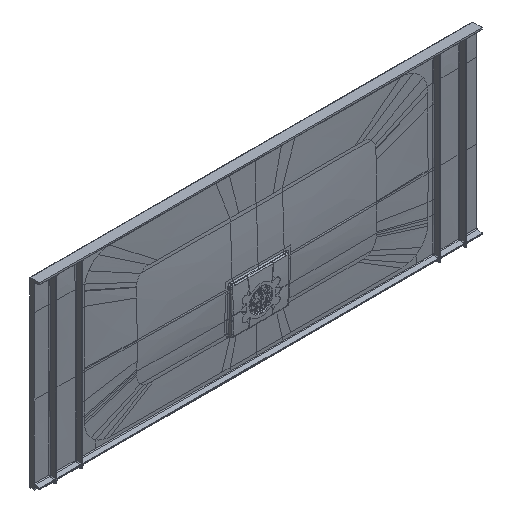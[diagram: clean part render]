
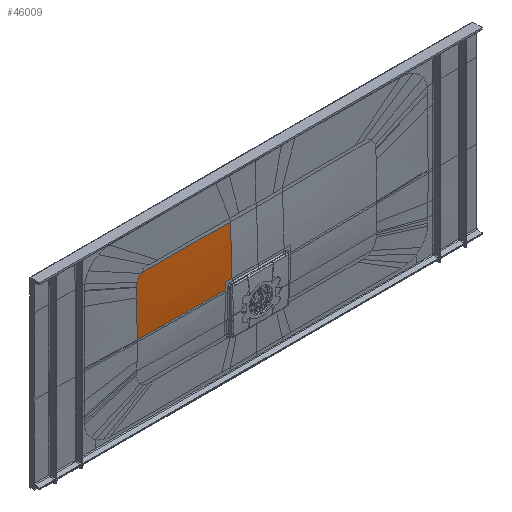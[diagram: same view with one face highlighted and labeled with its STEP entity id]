
A CAD part, isometric view. The second image highlights one B-rep face of the part: STEP entity #46009.
In plain terms, the highlighted free-form (B-spline) face has degree [3, 3] with [4, 4] control points.
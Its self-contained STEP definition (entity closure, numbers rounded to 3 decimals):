
#10629=CARTESIAN_POINT('',(-125.111,-27.962,
45.151));
#10630=CARTESIAN_POINT('',(-125.111,-27.923,
53.517));
#10631=CARTESIAN_POINT('',(-125.11,-27.855,
61.882));
#10632=CARTESIAN_POINT('',(-125.11,-27.758,
70.247));
#10634=CARTESIAN_POINT('',(-125.11,-27.758,
70.247));
#10635=CARTESIAN_POINT('',(-116.763,-27.773,
70.247));
#10636=CARTESIAN_POINT('',(-108.415,-27.78,
70.249));
#10637=CARTESIAN_POINT('',(-100.068,-27.78,
70.249));
#11143=CARTESIAN_POINT('',(-442.971,-19.367,
255.089));
#12314=CARTESIAN_POINT('',(-100.082,-20.844,
255.463));
#12315=CARTESIAN_POINT('',(-214.39,-20.844,
255.463));
#12316=CARTESIAN_POINT('',(-328.688,-20.284,
255.313));
#12317=CARTESIAN_POINT('',(-442.971,-19.367,
255.089));
#12342=CARTESIAN_POINT('',(-459.999,-23.727,
45.186));
#12343=CARTESIAN_POINT('',(-459.998,-23.617,
60.473));
#12344=CARTESIAN_POINT('',(-459.997,-23.3,
91.053));
#12345=CARTESIAN_POINT('',(-459.997,-22.541,
136.928));
#12346=CARTESIAN_POINT('',(-459.999,-21.845,
167.516));
#12347=CARTESIAN_POINT('',(-460.,-21.449,
182.81));
#12349=CARTESIAN_POINT('',(-460.,-21.449,
182.81));
#12350=CARTESIAN_POINT('',(-459.997,-21.349,
186.71));
#12351=CARTESIAN_POINT('',(-459.994,-21.141,
194.481));
#12352=CARTESIAN_POINT('',(-460.009,-20.815,
206.044));
#12353=CARTESIAN_POINT('',(-460.004,-20.587,
213.692));
#12354=CARTESIAN_POINT('',(-460.,-20.471,
217.5));
#12356=CARTESIAN_POINT('',(-460.,-20.471,
217.5));
#12357=CARTESIAN_POINT('',(-460.,-20.465,
217.7));
#12358=CARTESIAN_POINT('',(-459.998,-20.453,
218.101));
#12359=CARTESIAN_POINT('',(-459.987,-20.434,
218.702));
#12360=CARTESIAN_POINT('',(-459.975,-20.422,
219.103));
#12361=CARTESIAN_POINT('',(-459.967,-20.416,
219.303));
#12363=CARTESIAN_POINT('',(-459.967,-20.416,
219.303));
#12364=CARTESIAN_POINT('',(-459.934,-20.388,
220.227));
#12365=CARTESIAN_POINT('',(-459.817,-20.332,
222.069));
#12366=CARTESIAN_POINT('',(-459.487,-20.25,
224.82));
#12367=CARTESIAN_POINT('',(-459.006,-20.169,
227.547));
#12368=CARTESIAN_POINT('',(-458.375,-20.09,
230.244));
#12369=CARTESIAN_POINT('',(-457.856,-20.038,
232.014));
#12370=CARTESIAN_POINT('',(-457.572,-20.012,
232.892));
#12372=CARTESIAN_POINT('',(-457.572,-20.012,
232.892));
#12373=CARTESIAN_POINT('',(-457.255,-19.983,
233.874));
#12374=CARTESIAN_POINT('',(-456.568,-19.927,
235.795));
#12375=CARTESIAN_POINT('',(-455.389,-19.846,
238.559));
#12376=CARTESIAN_POINT('',(-454.076,-19.77,
241.193));
#12377=CARTESIAN_POINT('',(-452.581,-19.694,
243.791));
#12378=CARTESIAN_POINT('',(-450.952,-19.622,
246.262));
#12379=CARTESIAN_POINT('',(-449.163,-19.553,
248.649));
#12380=CARTESIAN_POINT('',(-447.268,-19.488,
250.887));
#12381=CARTESIAN_POINT('',(-445.211,-19.426,
253.044));
#12382=CARTESIAN_POINT('',(-443.736,-19.387,
254.418));
#12383=CARTESIAN_POINT('',(-442.971,-19.367,
255.089));
#12393=CARTESIAN_POINT('',(-459.999,-23.727,
45.186));
#12394=CARTESIAN_POINT('',(-348.391,-26.348,
45.197));
#12395=CARTESIAN_POINT('',(-236.753,-27.776,
45.157));
#12396=CARTESIAN_POINT('',(-125.111,-27.962,
45.151));
#12428=CARTESIAN_POINT('',(-99.702,3556.9,
28.759));
#12429=DIRECTION('',(-1.,0.,0.));
#12430=DIRECTION('',(0.,-1.,0.012));
#12431=AXIS2_PLACEMENT_3D('',#12428,#12429,#12430);
#17155=CARTESIAN_POINT('',(-459.967,-20.416,
219.303));
#17157=VERTEX_POINT('',#17155);
#17158=CARTESIAN_POINT('',(-457.572,-20.012,
232.892));
#17159=VERTEX_POINT('',#17158);
#17161=VERTEX_POINT('',#11143);
#17279=CARTESIAN_POINT('',(-459.999,-23.727,
45.186));
#17280=VERTEX_POINT('',#17279);
#17281=CARTESIAN_POINT('',(-460.,-21.449,
182.81));
#17282=VERTEX_POINT('',#17281);
#17284=CARTESIAN_POINT('',(-460.,-20.471,
217.5));
#17285=VERTEX_POINT('',#17284);
#17286=VERTEX_POINT('',#12396);
#17287=CARTESIAN_POINT('',(-100.075,-27.78,
70.249));
#17288=CARTESIAN_POINT('',(-100.075,-20.845,
255.463));
#17289=VERTEX_POINT('',#17287);
#17290=VERTEX_POINT('',#17288);
#17291=VERTEX_POINT('',#10634);
#45978=CARTESIAN_POINT('',(-463.522,-19.125,
257.146));
#45979=CARTESIAN_POINT('',(-463.673,-21.649,
185.837));
#45980=CARTESIAN_POINT('',(-463.758,-23.158,
114.463));
#45981=CARTESIAN_POINT('',(-463.775,-23.653,
43.085));
#45982=CARTESIAN_POINT('',(-341.186,-20.115,
257.396));
#45983=CARTESIAN_POINT('',(-341.31,-23.866,
186.033));
#45984=CARTESIAN_POINT('',(-341.368,-26.014,
114.567));
#45985=CARTESIAN_POINT('',(-341.363,-26.558,
43.096));
#45986=CARTESIAN_POINT('',(-218.832,-20.723,
257.567));
#45987=CARTESIAN_POINT('',(-218.902,-25.307,
186.154));
#45988=CARTESIAN_POINT('',(-218.929,-27.741,
114.603));
#45989=CARTESIAN_POINT('',(-218.916,-28.02,
43.045));
#45990=CARTESIAN_POINT('',(-96.469,-20.711,
257.564));
#45991=CARTESIAN_POINT('',(-96.467,-25.278,
186.152));
#45992=CARTESIAN_POINT('',(-96.466,-27.706,
114.603));
#45993=CARTESIAN_POINT('',(-96.467,-27.991,
43.046));
#45994=B_SPLINE_SURFACE_WITH_KNOTS('',3,3,((#45978,#45979,#45980,#45981),
(#45982,#45983,#45984,#45985),(#45986,#45987,#45988,#45989),(#45990,#45991,
#45992,#45993)),.UNSPECIFIED.,.F.,.F.,.F.,(4,4),(4,4),(0.384,
1.006),(0.244,0.981),.UNSPECIFIED.);
#45996=ORIENTED_EDGE('',*,*,#45995,.F.);
#45997=ORIENTED_EDGE('',*,*,#43840,.T.);
#45998=ORIENTED_EDGE('',*,*,#43875,.T.);
#45999=ORIENTED_EDGE('',*,*,#43910,.T.);
#46000=ORIENTED_EDGE('',*,*,#43945,.T.);
#46001=ORIENTED_EDGE('',*,*,#43980,.T.);
#46002=ORIENTED_EDGE('',*,*,#45971,.F.);
#46004=ORIENTED_EDGE('',*,*,#46003,.F.);
#46005=ORIENTED_EDGE('',*,*,#42776,.F.);
#46006=ORIENTED_EDGE('',*,*,#42774,.F.);
#46007=EDGE_LOOP('',(#45996,#45997,#45998,#45999,#46000,#46001,#46002,#46004,
#46005,#46006));
#46008=FACE_OUTER_BOUND('',#46007,.F.);
#46009=ADVANCED_FACE('',(#46008),#45994,.F.);
#10633=B_SPLINE_CURVE_WITH_KNOTS('',3,(#10629,#10630,#10631,#10632),
.UNSPECIFIED.,.F.,.F.,(4,4),(0.,1.),.UNSPECIFIED.);
#10638=B_SPLINE_CURVE_WITH_KNOTS('',3,(#10634,#10635,#10636,#10637),
.UNSPECIFIED.,.F.,.F.,(4,4),(0.,1.),.UNSPECIFIED.);
#12318=B_SPLINE_CURVE_WITH_KNOTS('',3,(#12314,#12315,#12316,#12317),
.UNSPECIFIED.,.F.,.F.,(4,4),(0.,1.),.UNSPECIFIED.);
#12348=B_SPLINE_CURVE_WITH_KNOTS('',3,(#12342,#12343,#12344,#12345,#12346,
#12347),.UNSPECIFIED.,.F.,.F.,(4,1,1,4),(0.,0.333,
0.667,1.),.UNSPECIFIED.);
#12355=B_SPLINE_CURVE_WITH_KNOTS('',3,(#12349,#12350,#12351,#12352,#12353,
#12354),.UNSPECIFIED.,.F.,.F.,(4,1,1,4),(0.,0.333,
0.667,1.),.UNSPECIFIED.);
#12362=B_SPLINE_CURVE_WITH_KNOTS('',3,(#12356,#12357,#12358,#12359,#12360,
#12361),.UNSPECIFIED.,.F.,.F.,(4,1,1,4),(0.,0.333,
0.667,1.),.UNSPECIFIED.);
#12371=B_SPLINE_CURVE_WITH_KNOTS('',3,(#12363,#12364,#12365,#12366,#12367,
#12368,#12369,#12370),.UNSPECIFIED.,.F.,.F.,(4,1,1,1,1,4),(0.,0.2,0.4,
0.6,0.8,1.),.UNSPECIFIED.);
#12384=B_SPLINE_CURVE_WITH_KNOTS('',3,(#12372,#12373,#12374,#12375,#12376,
#12377,#12378,#12379,#12380,#12381,#12382,#12383),.UNSPECIFIED.,.F.,.F.,(4,1,1,
1,1,1,1,1,1,4),(0.,0.111,0.222,0.333,
0.444,0.556,0.667,0.778,
0.889,1.),.UNSPECIFIED.);
#12397=B_SPLINE_CURVE_WITH_KNOTS('',3,(#12393,#12394,#12395,#12396),
.UNSPECIFIED.,.F.,.F.,(4,4),(0.,1.),.UNSPECIFIED.);
#12432=CIRCLE('',#12431,3584.92);
#42774=EDGE_CURVE('',#17286,#17291,#10633,.T.);
#42776=EDGE_CURVE('',#17291,#17289,#10638,.T.);
#43840=EDGE_CURVE('',#17280,#17282,#12348,.T.);
#43875=EDGE_CURVE('',#17282,#17285,#12355,.T.);
#43910=EDGE_CURVE('',#17285,#17157,#12362,.T.);
#43945=EDGE_CURVE('',#17157,#17159,#12371,.T.);
#43980=EDGE_CURVE('',#17159,#17161,#12384,.T.);
#45971=EDGE_CURVE('',#17290,#17161,#12318,.T.);
#45995=EDGE_CURVE('',#17280,#17286,#12397,.T.);
#46003=EDGE_CURVE('',#17289,#17290,#12432,.T.);
